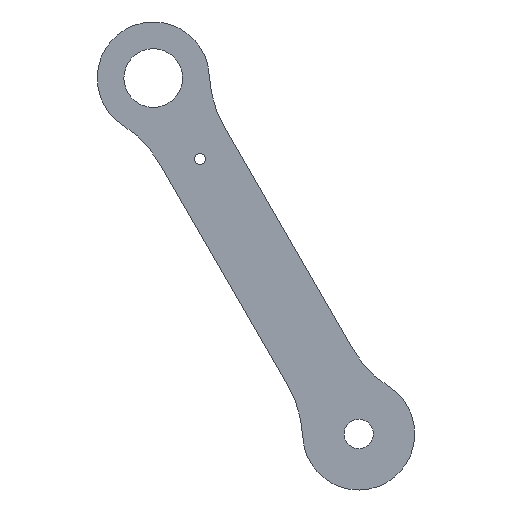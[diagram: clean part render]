
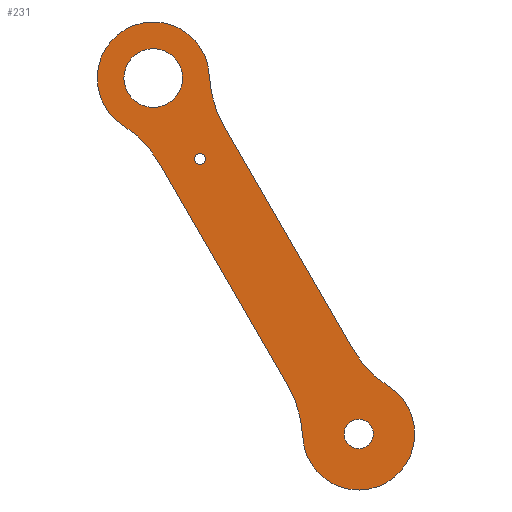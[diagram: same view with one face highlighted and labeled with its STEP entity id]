
A CAD part, left-side view. The second image highlights one B-rep face of the part: STEP entity #231.
In plain terms, the highlighted planar face has unit normal (-1, 0, 0).
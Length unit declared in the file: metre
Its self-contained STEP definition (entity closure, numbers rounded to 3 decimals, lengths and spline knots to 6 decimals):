
#29=LINE('',#368,#41);
#30=LINE('',#377,#42);
#41=VECTOR('',#294,1.);
#42=VECTOR('',#301,1.);
#53=ORIENTED_EDGE('',*,*,#113,.F.);
#54=ORIENTED_EDGE('',*,*,#114,.T.);
#55=ORIENTED_EDGE('',*,*,#115,.F.);
#56=ORIENTED_EDGE('',*,*,#116,.F.);
#57=ORIENTED_EDGE('',*,*,#117,.F.);
#58=ORIENTED_EDGE('',*,*,#118,.F.);
#59=ORIENTED_EDGE('',*,*,#119,.F.);
#60=ORIENTED_EDGE('',*,*,#120,.F.);
#61=ORIENTED_EDGE('',*,*,#121,.F.);
#62=ORIENTED_EDGE('',*,*,#122,.T.);
#63=ORIENTED_EDGE('',*,*,#123,.T.);
#113=EDGE_CURVE('',#143,#143,#165,.T.);
#114=EDGE_CURVE('',#144,#145,#29,.T.);
#115=EDGE_CURVE('',#146,#145,#166,.F.);
#116=EDGE_CURVE('',#147,#146,#167,.T.);
#117=EDGE_CURVE('',#148,#147,#168,.F.);
#118=EDGE_CURVE('',#149,#148,#30,.T.);
#119=EDGE_CURVE('',#150,#149,#169,.F.);
#120=EDGE_CURVE('',#151,#150,#170,.T.);
#121=EDGE_CURVE('',#144,#151,#171,.F.);
#122=EDGE_CURVE('',#152,#152,#172,.T.);
#123=EDGE_CURVE('',#153,#153,#173,.F.);
#143=VERTEX_POINT('',#367);
#144=VERTEX_POINT('',#369);
#145=VERTEX_POINT('',#370);
#146=VERTEX_POINT('',#372);
#147=VERTEX_POINT('',#374);
#148=VERTEX_POINT('',#376);
#149=VERTEX_POINT('',#378);
#150=VERTEX_POINT('',#380);
#151=VERTEX_POINT('',#382);
#152=VERTEX_POINT('',#385);
#153=VERTEX_POINT('',#387);
#165=CIRCLE('',#258,0.001191);
#166=CIRCLE('',#259,0.024245);
#167=CIRCLE('',#260,0.012123);
#168=CIRCLE('',#261,0.024245);
#169=CIRCLE('',#262,0.024245);
#170=CIRCLE('',#263,0.012123);
#171=CIRCLE('',#264,0.024245);
#172=CIRCLE('',#265,0.003175);
#173=CIRCLE('',#266,0.00635);
#183=EDGE_LOOP('',(#53));
#184=EDGE_LOOP('',(#54,#55,#56,#57,#58,#59,#60,#61));
#185=EDGE_LOOP('',(#62));
#186=EDGE_LOOP('',(#63));
#205=FACE_BOUND('',#183,.T.);
#206=FACE_BOUND('',#184,.T.);
#207=FACE_BOUND('',#185,.T.);
#208=FACE_BOUND('',#186,.T.);
#227=PLANE('',#257);
#231=ADVANCED_FACE('',(#205,#206,#207,#208),#227,.T.);
#257=AXIS2_PLACEMENT_3D('',#365,#290,#291);
#258=AXIS2_PLACEMENT_3D('',#366,#292,#293);
#259=AXIS2_PLACEMENT_3D('',#371,#295,#296);
#260=AXIS2_PLACEMENT_3D('',#373,#297,#298);
#261=AXIS2_PLACEMENT_3D('',#375,#299,#300);
#262=AXIS2_PLACEMENT_3D('',#379,#302,#303);
#263=AXIS2_PLACEMENT_3D('',#381,#304,#305);
#264=AXIS2_PLACEMENT_3D('',#383,#306,#307);
#265=AXIS2_PLACEMENT_3D('',#384,#308,#309);
#266=AXIS2_PLACEMENT_3D('',#386,#310,#311);
#290=DIRECTION('',(-1.,0.,0.));
#291=DIRECTION('',(0.,1.,0.));
#292=DIRECTION('',(-1.,0.,0.));
#293=DIRECTION('',(0.,0.,1.));
#294=DIRECTION('',(0.,0.5,0.866));
#295=DIRECTION('',(1.,0.,0.));
#296=DIRECTION('',(0.,0.,-1.));
#297=DIRECTION('',(1.,0.,0.));
#298=DIRECTION('',(0.,0.,-1.));
#299=DIRECTION('',(1.,0.,0.));
#300=DIRECTION('',(0.,0.,-1.));
#301=DIRECTION('',(0.,0.5,0.866));
#302=DIRECTION('',(1.,0.,0.));
#303=DIRECTION('',(0.,0.,-1.));
#304=DIRECTION('',(1.,0.,0.));
#305=DIRECTION('',(0.,0.,-1.));
#306=DIRECTION('',(1.,0.,0.));
#307=DIRECTION('',(0.,0.,-1.));
#308=DIRECTION('',(1.,0.,0.));
#309=DIRECTION('',(0.,0.,-1.));
#310=DIRECTION('',(-1.,0.,0.));
#311=DIRECTION('',(0.,-1.,0.));
#365=CARTESIAN_POINT('',(-0.047192,-0.368369,0.115766));
#366=CARTESIAN_POINT('',(-0.047192,-0.356247,0.106918));
#367=CARTESIAN_POINT('',(-0.047192,-0.356247,0.108108));
#368=CARTESIAN_POINT('',(-0.047192,-0.375368,0.089961));
#369=CARTESIAN_POINT('',(-0.047192,-0.389263,0.065896));
#370=CARTESIAN_POINT('',(-0.047192,-0.361474,0.114027));
#371=CARTESIAN_POINT('',(-0.047192,-0.382471,0.12615));
#372=CARTESIAN_POINT('',(-0.047192,-0.358253,0.124994));
#373=CARTESIAN_POINT('',(-0.047192,-0.346144,0.124415));
#374=CARTESIAN_POINT('',(-0.047192,-0.339589,0.114218));
#375=CARTESIAN_POINT('',(-0.047192,-0.326479,0.093823));
#376=CARTESIAN_POINT('',(-0.047192,-0.347476,0.105946));
#377=CARTESIAN_POINT('',(-0.047192,-0.36137,0.08188));
#378=CARTESIAN_POINT('',(-0.047192,-0.375265,0.057814));
#379=CARTESIAN_POINT('',(-0.047192,-0.354268,0.045691));
#380=CARTESIAN_POINT('',(-0.047192,-0.378485,0.046847));
#381=CARTESIAN_POINT('',(-0.047192,-0.390594,0.047426));
#382=CARTESIAN_POINT('',(-0.047192,-0.39715,0.057623));
#383=CARTESIAN_POINT('',(-0.047192,-0.41026,0.078018));
#384=CARTESIAN_POINT('',(-0.047192,-0.390594,0.047426));
#385=CARTESIAN_POINT('',(-0.047192,-0.390594,0.044251));
#386=CARTESIAN_POINT('',(-0.047192,-0.346144,0.124415));
#387=CARTESIAN_POINT('',(-0.047192,-0.352494,0.124415));
